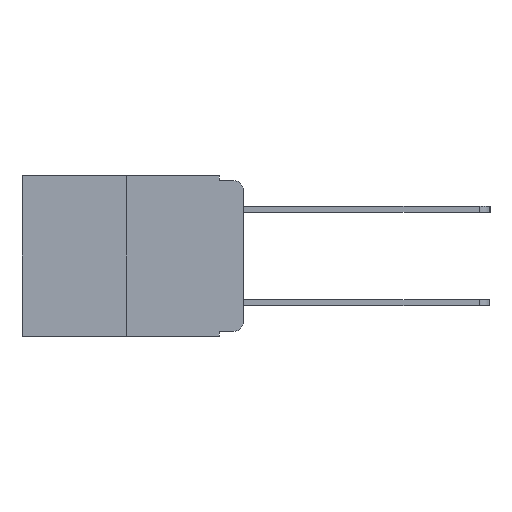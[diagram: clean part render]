
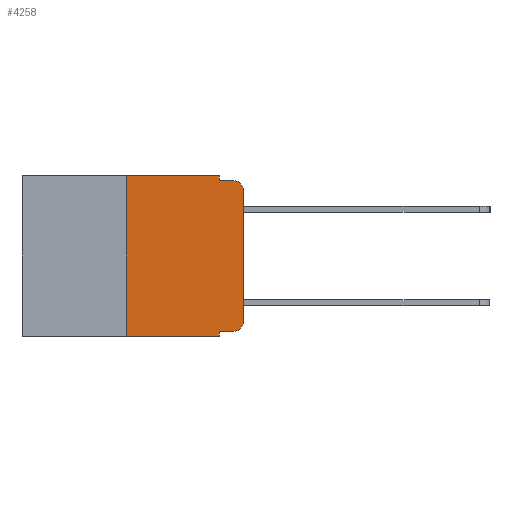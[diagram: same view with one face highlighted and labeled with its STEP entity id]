
A CAD part, left-side view. The second image highlights one B-rep face of the part: STEP entity #4258.
In plain terms, the highlighted planar face has unit normal (-1, 0, 0).
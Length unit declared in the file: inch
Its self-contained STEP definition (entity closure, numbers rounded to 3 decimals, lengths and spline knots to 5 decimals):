
#39 = ORIENTED_EDGE ( 'NONE', *, *, #9729, .T. ) ;
#205 = ORIENTED_EDGE ( 'NONE', *, *, #8192, .T. ) ;
#361 = DIRECTION ( 'NONE',  ( 0., -1., 0. ) ) ;
#387 = VERTEX_POINT ( 'NONE', #8885 ) ;
#454 = VERTEX_POINT ( 'NONE', #5409 ) ;
#995 = PLANE ( 'NONE',  #8752 ) ;
#1094 = EDGE_CURVE ( 'NONE', #454, #10781, #12066, .T. ) ;
#1236 = VECTOR ( 'NONE', #12388, 39.37008 ) ;
#2034 = EDGE_LOOP ( 'NONE', ( #2507, #5678, #2998, #4908, #4576, #2999, #11754, #7070, #39, #205 ) ) ;
#2226 = DIRECTION ( 'NONE',  ( 0., -1., 0. ) ) ;
#2360 = LINE ( 'NONE', #10728, #14851 ) ;
#2507 = ORIENTED_EDGE ( 'NONE', *, *, #2820, .T. ) ;
#2741 = VERTEX_POINT ( 'NONE', #10850 ) ;
#2820 = EDGE_CURVE ( 'NONE', #2741, #454, #11662, .T. ) ;
#2857 = DIRECTION ( 'NONE',  ( 0., 0., 1. ) ) ;
#2914 = CARTESIAN_POINT ( 'NONE',  ( 0., 0.25, 0. ) ) ;
#2998 = ORIENTED_EDGE ( 'NONE', *, *, #14894, .F. ) ;
#2999 = ORIENTED_EDGE ( 'NONE', *, *, #13376, .F. ) ;
#3101 = DIRECTION ( 'NONE',  ( -1., 0., 0. ) ) ;
#3137 = LINE ( 'NONE', #12438, #9669 ) ;
#3613 = CARTESIAN_POINT ( 'NONE',  ( 0., 0.473, 0. ) ) ;
#4029 = CARTESIAN_POINT ( 'NONE',  ( 0., 0.25, -0.343 ) ) ;
#4177 = CARTESIAN_POINT ( 'NONE',  ( 0., 0.051, 0. ) ) ;
#4258 = ADVANCED_FACE ( 'NONE', ( #6387 ), #995, .F. ) ;
#4374 = LINE ( 'NONE', #13491, #10720 ) ;
#4559 = DIRECTION ( 'NONE',  ( 0., 0., -1. ) ) ;
#4576 = ORIENTED_EDGE ( 'NONE', *, *, #6076, .F. ) ;
#4908 = ORIENTED_EDGE ( 'NONE', *, *, #14107, .F. ) ;
#4910 = DIRECTION ( 'NONE',  ( 1., 0., 0. ) ) ;
#5409 = CARTESIAN_POINT ( 'NONE',  ( 0., 0., -0.03 ) ) ;
#5479 = CARTESIAN_POINT ( 'NONE',  ( 0., 0.02, -0.01 ) ) ;
#5513 = CARTESIAN_POINT ( 'NONE',  ( 0., 0.02, -0.333 ) ) ;
#5525 = DIRECTION ( 'NONE',  ( 0., -1., 0. ) ) ;
#5666 = VECTOR ( 'NONE', #2857, 39.37008 ) ;
#5678 = ORIENTED_EDGE ( 'NONE', *, *, #1094, .T. ) ;
#5835 = CARTESIAN_POINT ( 'NONE',  ( 0., 0.02, -0.03 ) ) ;
#5959 = VECTOR ( 'NONE', #9648, 39.37008 ) ;
#6076 = EDGE_CURVE ( 'NONE', #387, #8679, #4374, .T. ) ;
#6177 = CIRCLE ( 'NONE', #11290, 0.02 ) ;
#6298 = CARTESIAN_POINT ( 'NONE',  ( 0., 0.051, 0. ) ) ;
#6387 = FACE_OUTER_BOUND ( 'NONE', #2034, .T. ) ;
#6471 = VERTEX_POINT ( 'NONE', #11874 ) ;
#6988 = CARTESIAN_POINT ( 'NONE',  ( 0., 0.051, 0. ) ) ;
#7070 = ORIENTED_EDGE ( 'NONE', *, *, #12670, .F. ) ;
#7260 = EDGE_CURVE ( 'NONE', #10679, #6471, #2360, .T. ) ;
#8192 = EDGE_CURVE ( 'NONE', #11631, #2741, #6177, .T. ) ;
#8354 = LINE ( 'NONE', #4177, #1236 ) ;
#8679 = VERTEX_POINT ( 'NONE', #6298 ) ;
#8749 = VECTOR ( 'NONE', #13204, 39.37008 ) ;
#8752 = AXIS2_PLACEMENT_3D ( 'NONE', #3613, #4910, #12990 ) ;
#8885 = CARTESIAN_POINT ( 'NONE',  ( 0., 0.25, 0. ) ) ;
#9165 = LINE ( 'NONE', #12943, #5959 ) ;
#9648 = DIRECTION ( 'NONE',  ( 0., -1., 0. ) ) ;
#9669 = VECTOR ( 'NONE', #5525, 39.37008 ) ;
#9729 = EDGE_CURVE ( 'NONE', #10077, #11631, #9165, .T. ) ;
#10077 = VERTEX_POINT ( 'NONE', #14635 ) ;
#10381 = CARTESIAN_POINT ( 'NONE',  ( 0., 0.02, -0.313 ) ) ;
#10679 = VERTEX_POINT ( 'NONE', #4029 ) ;
#10720 = VECTOR ( 'NONE', #361, 39.37008 ) ;
#10728 = CARTESIAN_POINT ( 'NONE',  ( 0., 0.473, -0.343 ) ) ;
#10781 = VERTEX_POINT ( 'NONE', #5479 ) ;
#10850 = CARTESIAN_POINT ( 'NONE',  ( 0., 0., -0.313 ) ) ;
#10897 = CARTESIAN_POINT ( 'NONE',  ( 0., 0., 0. ) ) ;
#11290 = AXIS2_PLACEMENT_3D ( 'NONE', #10381, #3101, #11467 ) ;
#11295 = VECTOR ( 'NONE', #4559, 39.37008 ) ;
#11332 = DIRECTION ( 'NONE',  ( 0., 0., -1. ) ) ;
#11467 = DIRECTION ( 'NONE',  ( 0., 0., -1. ) ) ;
#11631 = VERTEX_POINT ( 'NONE', #5513 ) ;
#11662 = LINE ( 'NONE', #10897, #8749 ) ;
#11754 = ORIENTED_EDGE ( 'NONE', *, *, #7260, .T. ) ;
#11809 = LINE ( 'NONE', #2914, #5666 ) ;
#11874 = CARTESIAN_POINT ( 'NONE',  ( 0., 0.051, -0.343 ) ) ;
#11887 = CARTESIAN_POINT ( 'NONE',  ( 0., 0.051, -0.01 ) ) ;
#11901 = VERTEX_POINT ( 'NONE', #11887 ) ;
#12066 = CIRCLE ( 'NONE', #13745, 0.02 ) ;
#12388 = DIRECTION ( 'NONE',  ( 0., 0., -1. ) ) ;
#12438 = CARTESIAN_POINT ( 'NONE',  ( 0., 0.051, -0.01 ) ) ;
#12670 = EDGE_CURVE ( 'NONE', #10077, #6471, #8354, .T. ) ;
#12943 = CARTESIAN_POINT ( 'NONE',  ( 0., 0.051, -0.333 ) ) ;
#12990 = DIRECTION ( 'NONE',  ( 0., 0., -1. ) ) ;
#13204 = DIRECTION ( 'NONE',  ( 0., 0., 1. ) ) ;
#13376 = EDGE_CURVE ( 'NONE', #10679, #387, #11809, .T. ) ;
#13491 = CARTESIAN_POINT ( 'NONE',  ( 0., 0.473, 0. ) ) ;
#13591 = DIRECTION ( 'NONE',  ( -1., 0., 0. ) ) ;
#13745 = AXIS2_PLACEMENT_3D ( 'NONE', #5835, #13591, #11332 ) ;
#14107 = EDGE_CURVE ( 'NONE', #8679, #11901, #14559, .T. ) ;
#14559 = LINE ( 'NONE', #6988, #11295 ) ;
#14635 = CARTESIAN_POINT ( 'NONE',  ( 0., 0.051, -0.333 ) ) ;
#14851 = VECTOR ( 'NONE', #2226, 39.37008 ) ;
#14894 = EDGE_CURVE ( 'NONE', #11901, #10781, #3137, .T. ) ;
